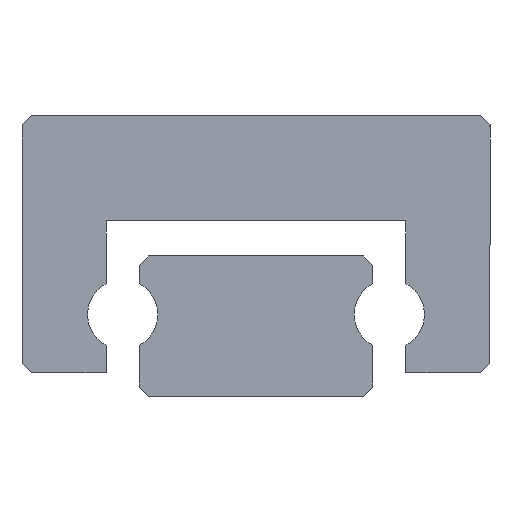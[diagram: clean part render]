
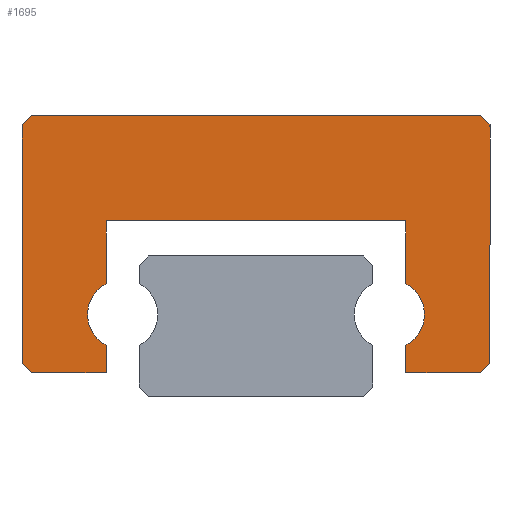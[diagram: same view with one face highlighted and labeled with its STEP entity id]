
A CAD part, left-side view. The second image highlights one B-rep face of the part: STEP entity #1695.
In plain terms, the highlighted planar face has unit normal (-1, 0, 0).
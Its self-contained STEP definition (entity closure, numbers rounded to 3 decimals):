
#137=CIRCLE('',#1840,0.75);
#138=CIRCLE('',#1841,0.75);
#183=FACE_OUTER_BOUND('',#247,.T.);
#247=EDGE_LOOP('',(#1247,#1248,#1249,#1250,#1251,#1252,#1253,#1254,#1255,
#1256,#1257,#1258,#1259,#1260,#1261,#1262));
#345=LINE('',#2420,#520);
#349=LINE('',#2428,#524);
#352=LINE('',#2434,#527);
#353=LINE('',#2436,#528);
#354=LINE('',#2440,#529);
#355=LINE('',#2442,#530);
#356=LINE('',#2444,#531);
#357=LINE('',#2448,#532);
#358=LINE('',#2450,#533);
#359=LINE('',#2452,#534);
#360=LINE('',#2454,#535);
#361=LINE('',#2456,#536);
#362=LINE('',#2458,#537);
#363=LINE('',#2459,#538);
#520=VECTOR('',#2029,10.);
#524=VECTOR('',#2035,10.);
#527=VECTOR('',#2040,10.);
#528=VECTOR('',#2041,10.);
#529=VECTOR('',#2044,10.);
#530=VECTOR('',#2045,10.);
#531=VECTOR('',#2046,10.);
#532=VECTOR('',#2049,10.);
#533=VECTOR('',#2050,10.);
#534=VECTOR('',#2051,10.);
#535=VECTOR('',#2052,10.);
#536=VECTOR('',#2053,10.);
#537=VECTOR('',#2054,10.);
#538=VECTOR('',#2055,10.);
#697=VERTEX_POINT('',#2418);
#698=VERTEX_POINT('',#2419);
#701=VERTEX_POINT('',#2427);
#703=VERTEX_POINT('',#2433);
#704=VERTEX_POINT('',#2435);
#705=VERTEX_POINT('',#2437);
#706=VERTEX_POINT('',#2439);
#707=VERTEX_POINT('',#2441);
#708=VERTEX_POINT('',#2443);
#709=VERTEX_POINT('',#2445);
#710=VERTEX_POINT('',#2447);
#711=VERTEX_POINT('',#2449);
#712=VERTEX_POINT('',#2451);
#713=VERTEX_POINT('',#2453);
#714=VERTEX_POINT('',#2455);
#715=VERTEX_POINT('',#2457);
#927=EDGE_CURVE('',#697,#698,#345,.T.);
#931=EDGE_CURVE('',#701,#698,#349,.T.);
#934=EDGE_CURVE('',#697,#703,#352,.T.);
#935=EDGE_CURVE('',#703,#704,#353,.T.);
#936=EDGE_CURVE('',#704,#705,#137,.T.);
#937=EDGE_CURVE('',#705,#706,#354,.T.);
#938=EDGE_CURVE('',#706,#707,#355,.T.);
#939=EDGE_CURVE('',#707,#708,#356,.T.);
#940=EDGE_CURVE('',#708,#709,#138,.T.);
#941=EDGE_CURVE('',#709,#710,#357,.T.);
#942=EDGE_CURVE('',#710,#711,#358,.T.);
#943=EDGE_CURVE('',#712,#711,#359,.T.);
#944=EDGE_CURVE('',#712,#713,#360,.T.);
#945=EDGE_CURVE('',#714,#713,#361,.T.);
#946=EDGE_CURVE('',#714,#715,#362,.T.);
#947=EDGE_CURVE('',#701,#715,#363,.T.);
#1247=ORIENTED_EDGE('',*,*,#927,.F.);
#1248=ORIENTED_EDGE('',*,*,#934,.T.);
#1249=ORIENTED_EDGE('',*,*,#935,.T.);
#1250=ORIENTED_EDGE('',*,*,#936,.T.);
#1251=ORIENTED_EDGE('',*,*,#937,.T.);
#1252=ORIENTED_EDGE('',*,*,#938,.T.);
#1253=ORIENTED_EDGE('',*,*,#939,.T.);
#1254=ORIENTED_EDGE('',*,*,#940,.T.);
#1255=ORIENTED_EDGE('',*,*,#941,.T.);
#1256=ORIENTED_EDGE('',*,*,#942,.T.);
#1257=ORIENTED_EDGE('',*,*,#943,.F.);
#1258=ORIENTED_EDGE('',*,*,#944,.T.);
#1259=ORIENTED_EDGE('',*,*,#945,.F.);
#1260=ORIENTED_EDGE('',*,*,#946,.T.);
#1261=ORIENTED_EDGE('',*,*,#947,.F.);
#1262=ORIENTED_EDGE('',*,*,#931,.T.);
#1645=PLANE('',#1839);
#1695=ADVANCED_FACE('',(#183),#1645,.F.);
#1839=AXIS2_PLACEMENT_3D('',#2432,#2038,#2039);
#1840=AXIS2_PLACEMENT_3D('',#2438,#2042,#2043);
#1841=AXIS2_PLACEMENT_3D('',#2446,#2047,#2048);
#2029=DIRECTION('',(0.,0.707,0.707));
#2035=DIRECTION('',(0.,0.,-1.));
#2038=DIRECTION('center_axis',(1.,0.,0.));
#2039=DIRECTION('ref_axis',(0.,0.,-1.));
#2040=DIRECTION('',(0.,-1.,0.));
#2041=DIRECTION('',(0.,0.,1.));
#2042=DIRECTION('center_axis',(1.,0.,0.));
#2043=DIRECTION('ref_axis',(0.,-0.467,0.884));
#2044=DIRECTION('',(0.,0.,1.));
#2045=DIRECTION('',(0.,-1.,0.));
#2046=DIRECTION('',(0.,0.,-1.));
#2047=DIRECTION('center_axis',(1.,0.,0.));
#2048=DIRECTION('ref_axis',(0.,0.467,-0.884));
#2049=DIRECTION('',(0.,0.,-1.));
#2050=DIRECTION('',(0.,-1.,0.));
#2051=DIRECTION('',(0.,0.707,-0.707));
#2052=DIRECTION('',(0.,0.,1.));
#2053=DIRECTION('',(0.,-0.707,-0.707));
#2054=DIRECTION('',(0.,1.,0.));
#2055=DIRECTION('',(0.,-0.707,0.707));
#2418=CARTESIAN_POINT('',(-15.,4.8,-1.25));
#2419=CARTESIAN_POINT('',(-15.,5.,-1.05));
#2420=CARTESIAN_POINT('',(-15.,4.43,-1.62));
#2427=CARTESIAN_POINT('',(-15.,5.,4.05));
#2428=CARTESIAN_POINT('',(-15.,5.,-1.25));
#2432=CARTESIAN_POINT('Origin',(-15.,0.,1.87));
#2433=CARTESIAN_POINT('',(-15.,3.2,-1.25));
#2434=CARTESIAN_POINT('',(-15.,3.2,-1.25));
#2435=CARTESIAN_POINT('',(-15.,3.2,-0.663));
#2436=CARTESIAN_POINT('',(-15.,3.2,-0.663));
#2437=CARTESIAN_POINT('',(-15.,3.2,0.663));
#2438=CARTESIAN_POINT('Origin',(-15.,2.85,0.));
#2439=CARTESIAN_POINT('',(-15.,3.2,2.));
#2440=CARTESIAN_POINT('',(-15.,3.2,2.));
#2441=CARTESIAN_POINT('',(-15.,-3.2,2.));
#2442=CARTESIAN_POINT('',(-15.,-3.2,2.));
#2443=CARTESIAN_POINT('',(-15.,-3.2,0.663));
#2444=CARTESIAN_POINT('',(-15.,-3.2,0.663));
#2445=CARTESIAN_POINT('',(-15.,-3.2,-0.663));
#2446=CARTESIAN_POINT('Origin',(-15.,-2.85,0.));
#2447=CARTESIAN_POINT('',(-15.,-3.2,-1.25));
#2448=CARTESIAN_POINT('',(-15.,-3.2,-1.25));
#2449=CARTESIAN_POINT('',(-15.,-4.8,-1.25));
#2450=CARTESIAN_POINT('',(-15.,-5.,-1.25));
#2451=CARTESIAN_POINT('',(-15.,-5.,-1.05));
#2452=CARTESIAN_POINT('',(-15.,-4.43,-1.62));
#2453=CARTESIAN_POINT('',(-15.,-5.,4.05));
#2454=CARTESIAN_POINT('',(-15.,-5.,4.25));
#2455=CARTESIAN_POINT('',(-15.,-4.8,4.25));
#2456=CARTESIAN_POINT('',(-15.,-4.245,4.805));
#2457=CARTESIAN_POINT('',(-15.,4.8,4.25));
#2458=CARTESIAN_POINT('',(-15.,5.,4.25));
#2459=CARTESIAN_POINT('',(-15.,4.245,4.805));
